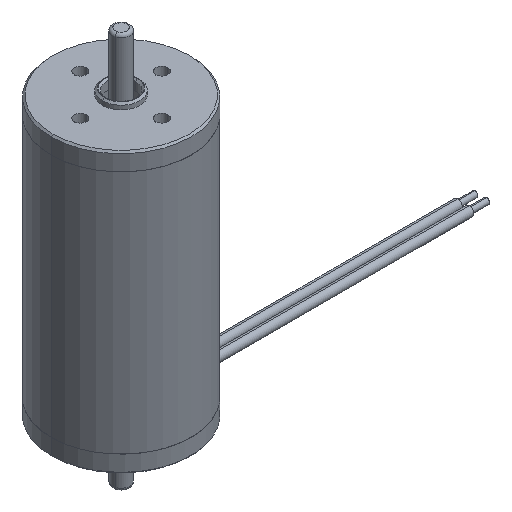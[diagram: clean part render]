
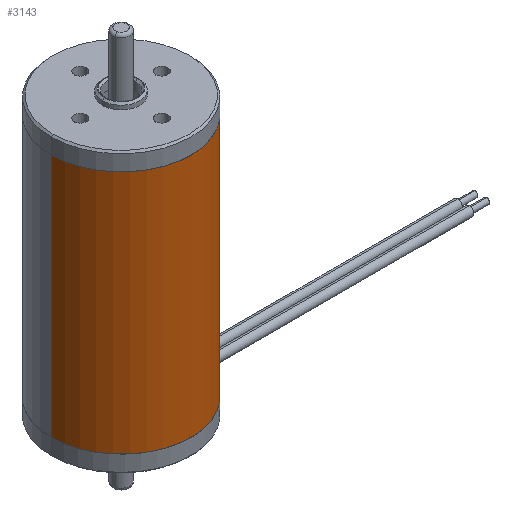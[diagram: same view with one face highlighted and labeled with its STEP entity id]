
A CAD part, isometric view. The second image highlights one B-rep face of the part: STEP entity #3143.
In plain terms, the highlighted cylindrical face has radius 12 mm (diameter 24 mm), a partial arc.
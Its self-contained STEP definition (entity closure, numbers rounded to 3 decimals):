
#46 = CARTESIAN_POINT ( 'NONE',  ( 12., 0.034, 45. ) ) ;
#394 = FACE_OUTER_BOUND ( 'NONE', #3360, .T. ) ;
#422 = LINE ( 'NONE', #6081, #647 ) ;
#647 = VECTOR ( 'NONE', #931, 1000. ) ;
#850 = EDGE_CURVE ( 'NONE', #3781, #3329, #6455, .T. ) ;
#931 = DIRECTION ( 'NONE',  ( 0., 0., -1. ) ) ;
#1154 = CIRCLE ( 'NONE', #6177, 12. ) ;
#1484 = EDGE_CURVE ( 'NONE', #1819, #4662, #1154, .T. ) ;
#1793 = CARTESIAN_POINT ( 'NONE',  ( 0., 0., 45. ) ) ;
#1819 = VERTEX_POINT ( 'NONE', #4208 ) ;
#1946 = LINE ( 'NONE', #3874, #2564 ) ;
#2470 = DIRECTION ( 'NONE',  ( 1., 0.003, 0. ) ) ;
#2564 = VECTOR ( 'NONE', #3443, 1000. ) ;
#2586 = ORIENTED_EDGE ( 'NONE', *, *, #4002, .T. ) ;
#2764 = CARTESIAN_POINT ( 'NONE',  ( 12., 0.034, 3. ) ) ;
#3143 = ADVANCED_FACE ( 'NONE', ( #394 ), #6013, .T. ) ;
#3329 = VERTEX_POINT ( 'NONE', #4198 ) ;
#3360 = EDGE_LOOP ( 'NONE', ( #5406, #3652, #2586, #4920 ) ) ;
#3443 = DIRECTION ( 'NONE',  ( 0., 0., -1. ) ) ;
#3652 = ORIENTED_EDGE ( 'NONE', *, *, #850, .T. ) ;
#3781 = VERTEX_POINT ( 'NONE', #46 ) ;
#3874 = CARTESIAN_POINT ( 'NONE',  ( -12., -0.034, 3. ) ) ;
#4002 = EDGE_CURVE ( 'NONE', #3329, #1819, #1946, .T. ) ;
#4071 = CARTESIAN_POINT ( 'NONE',  ( 0., 0., 3. ) ) ;
#4198 = CARTESIAN_POINT ( 'NONE',  ( -12., -0.034, 45. ) ) ;
#4208 = CARTESIAN_POINT ( 'NONE',  ( -12., -0.034, 3. ) ) ;
#4300 = EDGE_CURVE ( 'NONE', #3781, #4662, #422, .T. ) ;
#4662 = VERTEX_POINT ( 'NONE', #2764 ) ;
#4750 = DIRECTION ( 'NONE',  ( -1., -0.003, 0. ) ) ;
#4920 = ORIENTED_EDGE ( 'NONE', *, *, #1484, .T. ) ;
#4942 = DIRECTION ( 'NONE',  ( -1., -0.003, 0. ) ) ;
#5406 = ORIENTED_EDGE ( 'NONE', *, *, #4300, .F. ) ;
#5454 = DIRECTION ( 'NONE',  ( 0., 0., 1. ) ) ;
#5808 = DIRECTION ( 'NONE',  ( 0., 0., -1. ) ) ;
#5811 = AXIS2_PLACEMENT_3D ( 'NONE', #4071, #6619, #2470 ) ;
#6013 = CYLINDRICAL_SURFACE ( 'NONE', #5811, 12. ) ;
#6081 = CARTESIAN_POINT ( 'NONE',  ( 12., 0.034, 3. ) ) ;
#6122 = AXIS2_PLACEMENT_3D ( 'NONE', #1793, #5808, #4750 ) ;
#6177 = AXIS2_PLACEMENT_3D ( 'NONE', #6505, #5454, #4942 ) ;
#6455 = CIRCLE ( 'NONE', #6122, 12. ) ;
#6505 = CARTESIAN_POINT ( 'NONE',  ( 0., 0., 3. ) ) ;
#6619 = DIRECTION ( 'NONE',  ( 0., 0., -1. ) ) ;
